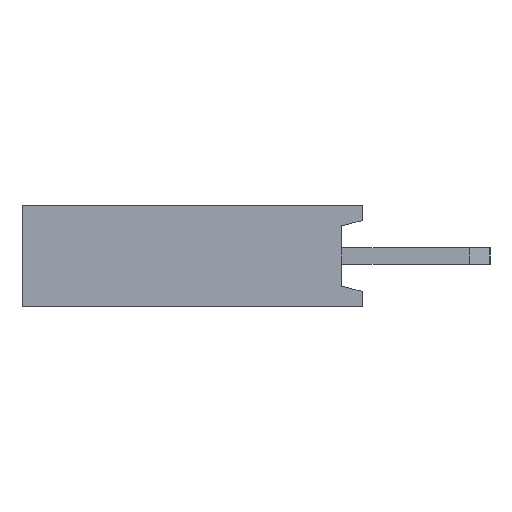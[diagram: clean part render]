
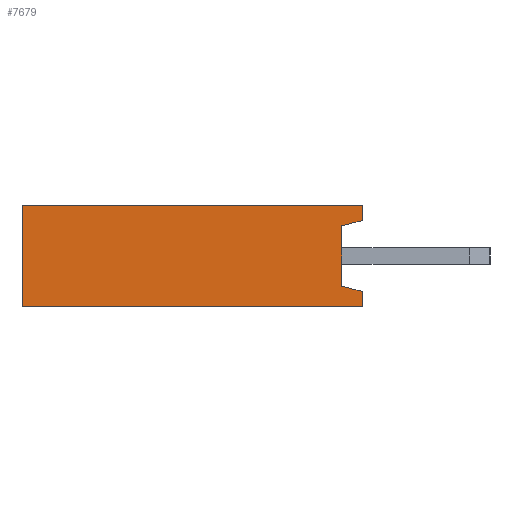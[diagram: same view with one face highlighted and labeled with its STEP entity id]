
A CAD part, left-side view. The second image highlights one B-rep face of the part: STEP entity #7679.
In plain terms, the highlighted planar face has unit normal (-1, 0, 0).
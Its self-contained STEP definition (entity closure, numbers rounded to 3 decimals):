
#30 = CARTESIAN_POINT ( 'NONE',  ( -20.574, 8.509, 1.27 ) ) ;
#104 = VECTOR ( 'NONE', #8117, 1000. ) ;
#292 = VERTEX_POINT ( 'NONE', #3408 ) ;
#369 = CARTESIAN_POINT ( 'NONE',  ( -20.574, 0., -1.27 ) ) ;
#489 = VECTOR ( 'NONE', #1354, 1000. ) ;
#552 = LINE ( 'NONE', #2667, #7877 ) ;
#858 = CARTESIAN_POINT ( 'NONE',  ( -20.574, 0., -1.27 ) ) ;
#1066 = VERTEX_POINT ( 'NONE', #6468 ) ;
#1105 = CARTESIAN_POINT ( 'NONE',  ( -20.574, 0., 0. ) ) ;
#1139 = VERTEX_POINT ( 'NONE', #2803 ) ;
#1186 = EDGE_CURVE ( 'NONE', #3860, #2661, #8326, .T. ) ;
#1316 = EDGE_CURVE ( 'NONE', #292, #3860, #4816, .T. ) ;
#1354 = DIRECTION ( 'NONE',  ( 0., -1., 0. ) ) ;
#1546 = CARTESIAN_POINT ( 'NONE',  ( -20.574, 0., 0.889 ) ) ;
#1598 = ORIENTED_EDGE ( 'NONE', *, *, #8759, .T. ) ;
#1736 = EDGE_CURVE ( 'NONE', #1066, #5458, #552, .T. ) ;
#1770 = CARTESIAN_POINT ( 'NONE',  ( -20.574, 0.508, 0.753 ) ) ;
#1915 = LINE ( 'NONE', #7199, #4088 ) ;
#2108 = CARTESIAN_POINT ( 'NONE',  ( -20.574, 0.508, -0.753 ) ) ;
#2385 = CARTESIAN_POINT ( 'NONE',  ( -20.574, 8.509, 1.27 ) ) ;
#2545 = DIRECTION ( 'NONE',  ( 0., -0.966, 0.259 ) ) ;
#2661 = VERTEX_POINT ( 'NONE', #4510 ) ;
#2663 = ORIENTED_EDGE ( 'NONE', *, *, #1736, .T. ) ;
#2667 = CARTESIAN_POINT ( 'NONE',  ( -20.574, 0., -0.889 ) ) ;
#2803 = CARTESIAN_POINT ( 'NONE',  ( -20.574, 8.509, -1.27 ) ) ;
#3008 = ORIENTED_EDGE ( 'NONE', *, *, #4159, .T. ) ;
#3060 = VECTOR ( 'NONE', #4509, 1000. ) ;
#3147 = VECTOR ( 'NONE', #4267, 1000. ) ;
#3196 = EDGE_CURVE ( 'NONE', #9311, #1139, #5148, .T. ) ;
#3215 = ORIENTED_EDGE ( 'NONE', *, *, #3196, .T. ) ;
#3263 = ORIENTED_EDGE ( 'NONE', *, *, #1316, .T. ) ;
#3370 = VERTEX_POINT ( 'NONE', #369 ) ;
#3379 = EDGE_LOOP ( 'NONE', ( #3215, #1598, #3008, #2663, #3831, #3263, #7310, #8224 ) ) ;
#3408 = CARTESIAN_POINT ( 'NONE',  ( -20.574, 0.508, 0.753 ) ) ;
#3831 = ORIENTED_EDGE ( 'NONE', *, *, #6377, .T. ) ;
#3860 = VERTEX_POINT ( 'NONE', #9542 ) ;
#3933 = CARTESIAN_POINT ( 'NONE',  ( -20.574, 0.508, -0.753 ) ) ;
#4088 = VECTOR ( 'NONE', #4170, 1000. ) ;
#4159 = EDGE_CURVE ( 'NONE', #3370, #1066, #4407, .T. ) ;
#4170 = DIRECTION ( 'NONE',  ( 0., 1., 0. ) ) ;
#4200 = AXIS2_PLACEMENT_3D ( 'NONE', #1105, #4663, #6119 ) ;
#4267 = DIRECTION ( 'NONE',  ( 0., 0., 1. ) ) ;
#4270 = VECTOR ( 'NONE', #2545, 1000. ) ;
#4407 = LINE ( 'NONE', #858, #3060 ) ;
#4509 = DIRECTION ( 'NONE',  ( 0., 0., 1. ) ) ;
#4510 = CARTESIAN_POINT ( 'NONE',  ( -20.574, 0., 1.27 ) ) ;
#4663 = DIRECTION ( 'NONE',  ( -1., 0., 0. ) ) ;
#4816 = LINE ( 'NONE', #1770, #4270 ) ;
#5148 = LINE ( 'NONE', #30, #104 ) ;
#5458 = VERTEX_POINT ( 'NONE', #3933 ) ;
#5544 = PLANE ( 'NONE',  #4200 ) ;
#5845 = CARTESIAN_POINT ( 'NONE',  ( -20.574, 8.509, -1.27 ) ) ;
#6119 = DIRECTION ( 'NONE',  ( 0., 0., 1. ) ) ;
#6377 = EDGE_CURVE ( 'NONE', #5458, #292, #8610, .T. ) ;
#6378 = EDGE_CURVE ( 'NONE', #2661, #9311, #1915, .T. ) ;
#6468 = CARTESIAN_POINT ( 'NONE',  ( -20.574, 0., -0.889 ) ) ;
#6920 = VECTOR ( 'NONE', #7656, 1000. ) ;
#7199 = CARTESIAN_POINT ( 'NONE',  ( -20.574, 0., 1.27 ) ) ;
#7310 = ORIENTED_EDGE ( 'NONE', *, *, #1186, .T. ) ;
#7656 = DIRECTION ( 'NONE',  ( 0., 0., 1. ) ) ;
#7679 = ADVANCED_FACE ( 'NONE', ( #8464 ), #5544, .T. ) ;
#7822 = DIRECTION ( 'NONE',  ( 0., 0.966, 0.259 ) ) ;
#7877 = VECTOR ( 'NONE', #7822, 1000. ) ;
#8117 = DIRECTION ( 'NONE',  ( 0., 0., -1. ) ) ;
#8184 = LINE ( 'NONE', #5845, #489 ) ;
#8224 = ORIENTED_EDGE ( 'NONE', *, *, #6378, .T. ) ;
#8326 = LINE ( 'NONE', #1546, #6920 ) ;
#8464 = FACE_OUTER_BOUND ( 'NONE', #3379, .T. ) ;
#8610 = LINE ( 'NONE', #2108, #3147 ) ;
#8759 = EDGE_CURVE ( 'NONE', #1139, #3370, #8184, .T. ) ;
#9311 = VERTEX_POINT ( 'NONE', #2385 ) ;
#9542 = CARTESIAN_POINT ( 'NONE',  ( -20.574, 0., 0.889 ) ) ;
